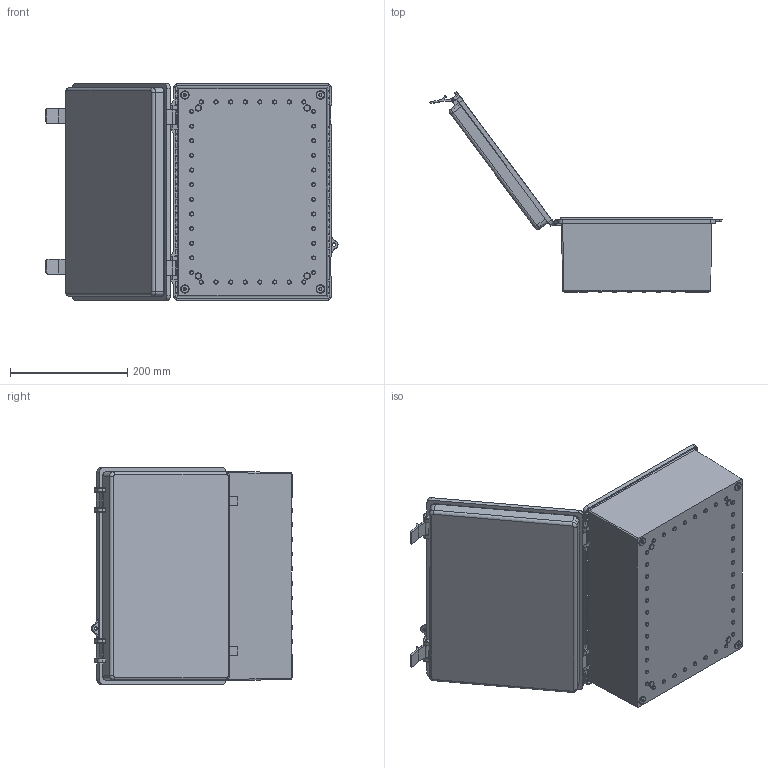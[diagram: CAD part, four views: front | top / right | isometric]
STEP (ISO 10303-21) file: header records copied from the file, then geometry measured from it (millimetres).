
FILE_DESCRIPTION (( 'STEP AP214' ), '1' );
FILE_NAME ('TEP141006-KIT01.STEP', '2019-05-08T18:09:48', ( '' ), ( '' ), 'SwSTEP 2.0', 'SolidWorks 2018', '' );
FILE_SCHEMA (( 'AUTOMOTIVE_DESIGN' ));
Length unit declared in the file: inch
Products named in the file (7): TEP141006-KIT01; NBE141006_box; XFW-0002; NBE141006_lid; XFS-0077-4; 1BE04-018; NBE141006_lid latch
Assembly tree (13 placements, depth 2):
  TEP141006-KIT01
    NBE141006_box
    NBE141006_lid
    NBE141006_lid latch  x2
    1BE04-018
    XFS-0077-4  x4
    XFW-0002  x4
Bounding box: 498.5 x 342.57 x 370.1 mm (x, y, z)
Volume: 1772102.9 mm3; surface area: 967300.1 mm2
Topology: 16 solids, 16 shells, 2407 faces, 5632 edges, 3397 vertices
Faces by surface type: cone 890, plane 752, cylinder 511, torus 250, bspline 4
Entity records: 74647 total; most frequent: CARTESIAN_POINT 10301, DIRECTION 10205, ORIENTED_EDGE 8856, EDGE_CURVE 4428, AXIS2_PLACEMENT_3D 3964, VERTEX_POINT 2649, VECTOR 2277, LINE 2277
